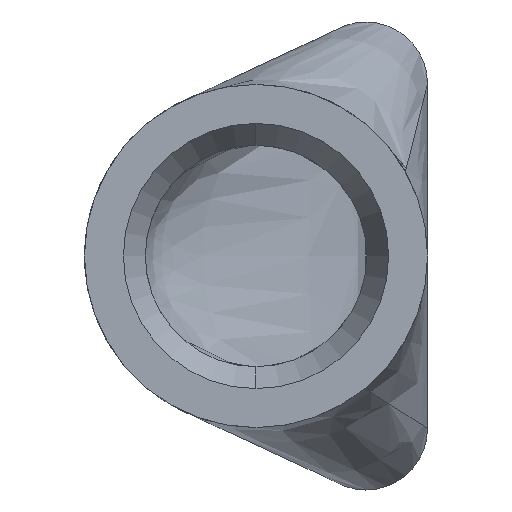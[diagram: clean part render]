
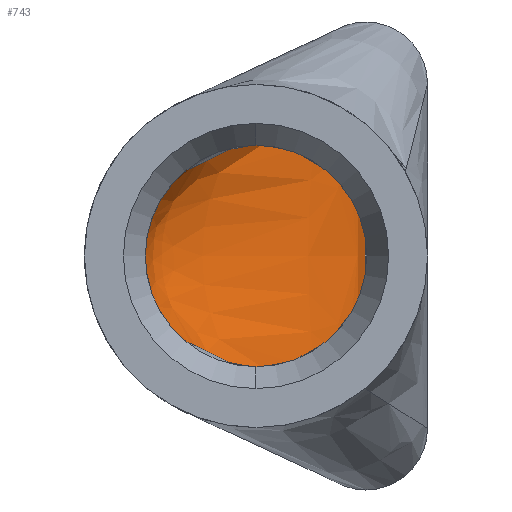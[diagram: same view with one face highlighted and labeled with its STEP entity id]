
A CAD part, left-side view. The second image highlights one B-rep face of the part: STEP entity #743.
In plain terms, the highlighted free-form (B-spline) face has degree [3, 3] with [11, 4] control points.
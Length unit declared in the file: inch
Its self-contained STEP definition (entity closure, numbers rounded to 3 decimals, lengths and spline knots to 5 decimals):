
#4 = CARTESIAN_POINT ( 'NONE',  ( 2.21636, 0.1975, -0.545 ) ) ;
#9 = CARTESIAN_POINT ( 'NONE',  ( 2.21433, 0.1975, 0.40875 ) ) ;
#16 = CARTESIAN_POINT ( 'NONE',  ( 2.21184, 0.1975, 0.2725 ) ) ;
#22 = CARTESIAN_POINT ( 'NONE',  ( 2.21184, 0.1975, -0.2725 ) ) ;
#68 = CARTESIAN_POINT ( 'NONE',  ( 1.63, 0.88678, -0.07708 ) ) ;
#75 = CARTESIAN_POINT ( 'NONE',  ( 2.38, 0.1975, -0.545 ) ) ;
#76 = CARTESIAN_POINT ( 'NONE',  ( 1.63, 0.76749, -0.26813 ) ) ;
#90 = CARTESIAN_POINT ( 'NONE',  ( 1.63, 0.78729, 0.25149 ) ) ;
#94 = CARTESIAN_POINT ( 'NONE',  ( 2.38, 0.1975, -0.49958 ) ) ;
#99 = VERTEX_POINT ( 'NONE', #165 ) ;
#109 = CARTESIAN_POINT ( 'NONE',  ( 1.79816, 0.86218, 0.14899 ) ) ;
#115 = CARTESIAN_POINT ( 'NONE',  ( 1.63, 0.86218, -0.14899 ) ) ;
#121 = CARTESIAN_POINT ( 'NONE',  ( 2.38, 0.1975, -0.13625 ) ) ;
#165 = CARTESIAN_POINT ( 'NONE',  ( 1.63, 0.76749, -0.26813 ) ) ;
#177 = CARTESIAN_POINT ( 'NONE',  ( 1.63, 0.82273, 0.21433 ) ) ;
#180 = VERTEX_POINT ( 'NONE', #1024 ) ;
#183 = B_SPLINE_SURFACE_WITH_KNOTS ( 'NONE', 3, 3, ( 
 ( #1071, #311, #4, #870 ),
 ( #402, #592, #679, #285 ),
 ( #197, #972, #1147, #1152 ),
 ( #115, #383, #22, #690 ),
 ( #766, #217, #877, #121 ),
 ( #504, #485, #754, #210 ),
 ( #479, #298, #667, #857 ),
 ( #190, #109, #16, #1158 ),
 ( #580, #205, #9, #1053 ),
 ( #574, #953, #1240, #760 ),
 ( #1059, #292, #395, #960 ) ),
 .UNSPECIFIED., .F., .F., .F.,
 ( 4, 1, 1, 1, 1, 1, 1, 1, 4 ),
 ( 4, 4 ),
 ( 0., 0.125, 0.25, 0.375, 0.5, 0.625, 0.75, 0.875, 1. ),
 ( 0., 1. ),
 .UNSPECIFIED. ) ;
#190 = CARTESIAN_POINT ( 'NONE',  ( 1.63, 0.86218, 0.14899 ) ) ;
#197 = CARTESIAN_POINT ( 'NONE',  ( 1.63, 0.82273, -0.21433 ) ) ;
#205 = CARTESIAN_POINT ( 'NONE',  ( 1.79567, 0.82273, 0.21433 ) ) ;
#210 = CARTESIAN_POINT ( 'NONE',  ( 2.38, 0.1975, 0. ) ) ;
#217 = CARTESIAN_POINT ( 'NONE',  ( 1.79995, 0.88678, -0.07708 ) ) ;
#279 = CARTESIAN_POINT ( 'NONE',  ( 1.63, 0.88678, 0.07708 ) ) ;
#284 = CARTESIAN_POINT ( 'NONE',  ( 2.38, 0.1975, 0. ) ) ;
#285 = CARTESIAN_POINT ( 'NONE',  ( 2.38, 0.1975, -0.49958 ) ) ;
#292 = CARTESIAN_POINT ( 'NONE',  ( 1.79364, 0.76748, 0.26812 ) ) ;
#297 = CARTESIAN_POINT ( 'NONE',  ( 2.38, 0.1975, -0.13625 ) ) ;
#298 = CARTESIAN_POINT ( 'NONE',  ( 1.79995, 0.88678, 0.07708 ) ) ;
#311 = CARTESIAN_POINT ( 'NONE',  ( 1.79364, 0.76748, -0.26812 ) ) ;
#317 = B_SPLINE_CURVE_WITH_KNOTS ( 'NONE', 3,
 ( #850, #558, #1223, #368 ),
 .UNSPECIFIED., .F., .F.,
 ( 4, 4 ),
 ( 0., 1. ),
 .UNSPECIFIED. ) ;
#366 = CARTESIAN_POINT ( 'NONE',  ( 1.63, 0.76749, 0.26813 ) ) ;
#368 = CARTESIAN_POINT ( 'NONE',  ( 2.38, 0.1975, 0.545 ) ) ;
#369 = CARTESIAN_POINT ( 'NONE',  ( 1.63, 0.86218, 0.14899 ) ) ;
#373 = ORIENTED_EDGE ( 'NONE', *, *, #839, .T. ) ;
#375 = CARTESIAN_POINT ( 'NONE',  ( 1.63, 0.78729, -0.25149 ) ) ;
#383 = CARTESIAN_POINT ( 'NONE',  ( 1.79816, 0.86218, -0.14899 ) ) ;
#395 = CARTESIAN_POINT ( 'NONE',  ( 2.21636, 0.1975, 0.545 ) ) ;
#402 = CARTESIAN_POINT ( 'NONE',  ( 1.63, 0.78729, -0.25149 ) ) ;
#441 = ORIENTED_EDGE ( 'NONE', *, *, #607, .T. ) ;
#479 = CARTESIAN_POINT ( 'NONE',  ( 1.63, 0.88678, 0.07708 ) ) ;
#485 = CARTESIAN_POINT ( 'NONE',  ( 1.80065, 0.89536, 0. ) ) ;
#504 = CARTESIAN_POINT ( 'NONE',  ( 1.63, 0.89536, 0. ) ) ;
#556 = B_SPLINE_CURVE_WITH_KNOTS ( 'NONE', 3,
 ( #75, #94, #951, #672, #297, #284, #753, #1038, #666, #1151, #578 ),
 .UNSPECIFIED., .F., .F.,
 ( 4, 1, 1, 1, 1, 1, 1, 1, 4 ),
 ( 0., 0.125, 0.25, 0.375, 0.5, 0.625, 0.75, 0.875, 1. ),
 .UNSPECIFIED. ) ;
#558 = CARTESIAN_POINT ( 'NONE',  ( 1.79364, 0.76748, 0.26812 ) ) ;
#574 = CARTESIAN_POINT ( 'NONE',  ( 1.63, 0.78729, 0.25149 ) ) ;
#578 = CARTESIAN_POINT ( 'NONE',  ( 2.38, 0.1975, 0.545 ) ) ;
#580 = CARTESIAN_POINT ( 'NONE',  ( 1.63, 0.82273, 0.21433 ) ) ;
#592 = CARTESIAN_POINT ( 'NONE',  ( 1.79432, 0.78729, -0.25149 ) ) ;
#607 = EDGE_CURVE ( 'NONE', #99, #180, #722, .T. ) ;
#652 = CARTESIAN_POINT ( 'NONE',  ( 1.63, 0.76749, 0.26813 ) ) ;
#655 = EDGE_CURVE ( 'NONE', #1130, #99, #838, .T. ) ;
#666 = CARTESIAN_POINT ( 'NONE',  ( 2.38, 0.1975, 0.40875 ) ) ;
#667 = CARTESIAN_POINT ( 'NONE',  ( 2.21005, 0.1975, 0.13625 ) ) ;
#672 = CARTESIAN_POINT ( 'NONE',  ( 2.38, 0.1975, -0.2725 ) ) ;
#679 = CARTESIAN_POINT ( 'NONE',  ( 2.21568, 0.1975, -0.49958 ) ) ;
#690 = CARTESIAN_POINT ( 'NONE',  ( 2.38, 0.1975, -0.2725 ) ) ;
#722 = B_SPLINE_CURVE_WITH_KNOTS ( 'NONE', 3,
 ( #76, #749, #1132, #841 ),
 .UNSPECIFIED., .F., .F.,
 ( 4, 4 ),
 ( 0., 1. ),
 .UNSPECIFIED. ) ;
#743 = ADVANCED_FACE ( 'NONE', ( #1164 ), #183, .F. ) ;
#749 = CARTESIAN_POINT ( 'NONE',  ( 1.79364, 0.76748, -0.26812 ) ) ;
#753 = CARTESIAN_POINT ( 'NONE',  ( 2.38, 0.1975, 0.13625 ) ) ;
#754 = CARTESIAN_POINT ( 'NONE',  ( 2.20935, 0.1975, 0. ) ) ;
#760 = CARTESIAN_POINT ( 'NONE',  ( 2.38, 0.1975, 0.49958 ) ) ;
#766 = CARTESIAN_POINT ( 'NONE',  ( 1.63, 0.88678, -0.07708 ) ) ;
#790 = ORIENTED_EDGE ( 'NONE', *, *, #655, .T. ) ;
#832 = CARTESIAN_POINT ( 'NONE',  ( 1.63, 0.76749, -0.26813 ) ) ;
#838 = B_SPLINE_CURVE_WITH_KNOTS ( 'NONE', 3,
 ( #652, #90, #177, #369, #279, #1039, #68, #1120, #851, #375, #832 ),
 .UNSPECIFIED., .F., .F.,
 ( 4, 1, 1, 1, 1, 1, 1, 1, 4 ),
 ( 0., 0.125, 0.25, 0.375, 0.5, 0.625, 0.75, 0.875, 1. ),
 .UNSPECIFIED. ) ;
#839 = EDGE_CURVE ( 'NONE', #180, #1007, #556, .T. ) ;
#841 = CARTESIAN_POINT ( 'NONE',  ( 2.38, 0.1975, -0.545 ) ) ;
#850 = CARTESIAN_POINT ( 'NONE',  ( 1.63, 0.76749, 0.26813 ) ) ;
#851 = CARTESIAN_POINT ( 'NONE',  ( 1.63, 0.82273, -0.21433 ) ) ;
#857 = CARTESIAN_POINT ( 'NONE',  ( 2.38, 0.1975, 0.13625 ) ) ;
#870 = CARTESIAN_POINT ( 'NONE',  ( 2.38, 0.1975, -0.545 ) ) ;
#877 = CARTESIAN_POINT ( 'NONE',  ( 2.21005, 0.1975, -0.13625 ) ) ;
#901 = CARTESIAN_POINT ( 'NONE',  ( 2.38, 0.1975, 0.545 ) ) ;
#951 = CARTESIAN_POINT ( 'NONE',  ( 2.38, 0.1975, -0.40875 ) ) ;
#953 = CARTESIAN_POINT ( 'NONE',  ( 1.79432, 0.78729, 0.25149 ) ) ;
#959 = EDGE_CURVE ( 'NONE', #1130, #1007, #317, .T. ) ;
#960 = CARTESIAN_POINT ( 'NONE',  ( 2.38, 0.1975, 0.545 ) ) ;
#972 = CARTESIAN_POINT ( 'NONE',  ( 1.79567, 0.82273, -0.21433 ) ) ;
#1007 = VERTEX_POINT ( 'NONE', #901 ) ;
#1024 = CARTESIAN_POINT ( 'NONE',  ( 2.38, 0.1975, -0.545 ) ) ;
#1038 = CARTESIAN_POINT ( 'NONE',  ( 2.38, 0.1975, 0.2725 ) ) ;
#1039 = CARTESIAN_POINT ( 'NONE',  ( 1.63, 0.89536, 0. ) ) ;
#1053 = CARTESIAN_POINT ( 'NONE',  ( 2.38, 0.1975, 0.40875 ) ) ;
#1059 = CARTESIAN_POINT ( 'NONE',  ( 1.63, 0.76748, 0.26812 ) ) ;
#1071 = CARTESIAN_POINT ( 'NONE',  ( 1.63, 0.76748, -0.26812 ) ) ;
#1097 = EDGE_LOOP ( 'NONE', ( #790, #441, #373, #1237 ) ) ;
#1120 = CARTESIAN_POINT ( 'NONE',  ( 1.63, 0.86218, -0.14899 ) ) ;
#1130 = VERTEX_POINT ( 'NONE', #366 ) ;
#1132 = CARTESIAN_POINT ( 'NONE',  ( 2.21636, 0.1975, -0.545 ) ) ;
#1147 = CARTESIAN_POINT ( 'NONE',  ( 2.21433, 0.1975, -0.40875 ) ) ;
#1151 = CARTESIAN_POINT ( 'NONE',  ( 2.38, 0.1975, 0.49958 ) ) ;
#1152 = CARTESIAN_POINT ( 'NONE',  ( 2.38, 0.1975, -0.40875 ) ) ;
#1158 = CARTESIAN_POINT ( 'NONE',  ( 2.38, 0.1975, 0.2725 ) ) ;
#1164 = FACE_OUTER_BOUND ( 'NONE', #1097, .T. ) ;
#1223 = CARTESIAN_POINT ( 'NONE',  ( 2.21636, 0.1975, 0.545 ) ) ;
#1237 = ORIENTED_EDGE ( 'NONE', *, *, #959, .F. ) ;
#1240 = CARTESIAN_POINT ( 'NONE',  ( 2.21568, 0.1975, 0.49958 ) ) ;
